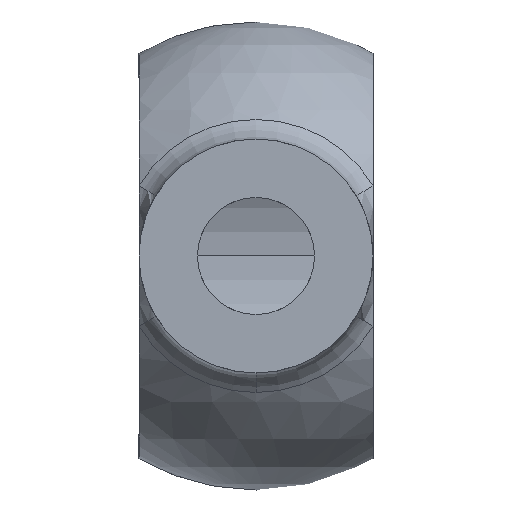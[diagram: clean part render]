
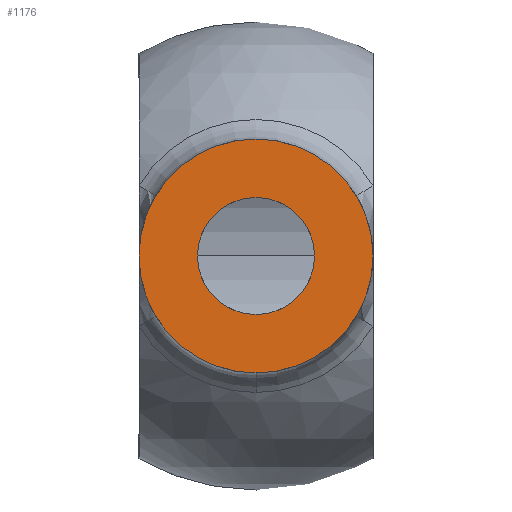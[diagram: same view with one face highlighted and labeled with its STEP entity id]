
A CAD part, left-side view. The second image highlights one B-rep face of the part: STEP entity #1176.
In plain terms, the highlighted planar face has unit normal (-1, 0, 0).
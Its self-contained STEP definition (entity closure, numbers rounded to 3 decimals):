
#23 = EDGE_CURVE ( 'NONE', #1154, #294, #1051, .T. ) ;
#48 = CARTESIAN_POINT ( 'NONE',  ( 93., 81.5, 0. ) ) ;
#51 = AXIS2_PLACEMENT_3D ( 'NONE', #505, #223, #909 ) ;
#123 = VERTEX_POINT ( 'NONE', #219 ) ;
#140 = EDGE_CURVE ( 'NONE', #294, #1154, #672, .T. ) ;
#219 = CARTESIAN_POINT ( 'NONE',  ( 93., 81.5, 2.5 ) ) ;
#223 = DIRECTION ( 'NONE',  ( 1., 0., 0. ) ) ;
#251 = DIRECTION ( 'NONE',  ( -1., 0., 0. ) ) ;
#294 = VERTEX_POINT ( 'NONE', #354 ) ;
#306 = AXIS2_PLACEMENT_3D ( 'NONE', #919, #325, #1014 ) ;
#325 = DIRECTION ( 'NONE',  ( -1., 0., 0. ) ) ;
#354 = CARTESIAN_POINT ( 'NONE',  ( 93., 81.5, 1.25 ) ) ;
#366 = CARTESIAN_POINT ( 'NONE',  ( 93., 81.5, -2.5 ) ) ;
#369 = EDGE_LOOP ( 'NONE', ( #993, #668 ) ) ;
#388 = FACE_BOUND ( 'NONE', #369, .T. ) ;
#494 = VERTEX_POINT ( 'NONE', #366 ) ;
#505 = CARTESIAN_POINT ( 'NONE',  ( 93., 84., 0. ) ) ;
#559 = AXIS2_PLACEMENT_3D ( 'NONE', #48, #628, #1225 ) ;
#570 = DIRECTION ( 'NONE',  ( -1., 0., 0. ) ) ;
#587 = EDGE_CURVE ( 'NONE', #494, #123, #702, .T. ) ;
#607 = PLANE ( 'NONE',  #51 ) ;
#613 = EDGE_LOOP ( 'NONE', ( #1193, #876 ) ) ;
#628 = DIRECTION ( 'NONE',  ( -1., 0., 0. ) ) ;
#668 = ORIENTED_EDGE ( 'NONE', *, *, #23, .F. ) ;
#672 = CIRCLE ( 'NONE', #559, 1.25 ) ;
#702 = CIRCLE ( 'NONE', #306, 2.5 ) ;
#717 = CARTESIAN_POINT ( 'NONE',  ( 93., 81.5, -1.25 ) ) ;
#851 = CARTESIAN_POINT ( 'NONE',  ( 93., 81.5, 0. ) ) ;
#876 = ORIENTED_EDGE ( 'NONE', *, *, #587, .T. ) ;
#909 = DIRECTION ( 'NONE',  ( 0., 0., -1. ) ) ;
#919 = CARTESIAN_POINT ( 'NONE',  ( 93., 81.5, 0. ) ) ;
#922 = EDGE_CURVE ( 'NONE', #123, #494, #1093, .T. ) ;
#951 = DIRECTION ( 'NONE',  ( 0., 0., 1. ) ) ;
#955 = FACE_OUTER_BOUND ( 'NONE', #613, .T. ) ;
#993 = ORIENTED_EDGE ( 'NONE', *, *, #140, .F. ) ;
#1014 = DIRECTION ( 'NONE',  ( 0., 0., 1. ) ) ;
#1051 = CIRCLE ( 'NONE', #1111, 1.25 ) ;
#1082 = AXIS2_PLACEMENT_3D ( 'NONE', #851, #251, #951 ) ;
#1093 = CIRCLE ( 'NONE', #1082, 2.5 ) ;
#1111 = AXIS2_PLACEMENT_3D ( 'NONE', #1173, #570, #1273 ) ;
#1154 = VERTEX_POINT ( 'NONE', #717 ) ;
#1173 = CARTESIAN_POINT ( 'NONE',  ( 93., 81.5, 0. ) ) ;
#1176 = ADVANCED_FACE ( 'NONE', ( #388, #955 ), #607, .F. ) ;
#1193 = ORIENTED_EDGE ( 'NONE', *, *, #922, .T. ) ;
#1225 = DIRECTION ( 'NONE',  ( 0., 0., 1. ) ) ;
#1273 = DIRECTION ( 'NONE',  ( 0., 0., 1. ) ) ;
